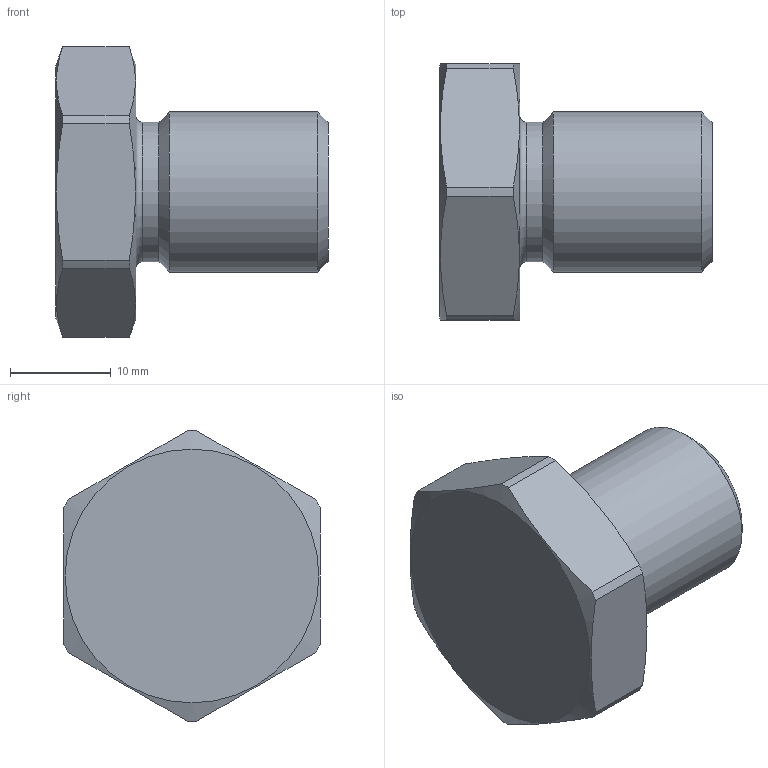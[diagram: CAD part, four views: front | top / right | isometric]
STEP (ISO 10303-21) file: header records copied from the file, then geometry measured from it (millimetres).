
FILE_DESCRIPTION(/* description */ (''),/* implementation_level */ '2;1');
FILE_NAME(/* name */ '5-8-18 UNF.stp',/* time_stamp */ '2021-01-12T14:50:05+01:00',/* author */ ('sh'),/* organization */ (''),/* preprocessor_version */ 'ST-DEVELOPER v17.2',/* originating_system */ 'Autodesk Inventor 2019',/* authorisation */ '');
FILE_SCHEMA (('AUTOMOTIVE_DESIGN { 1 0 10303 214 3 1 1 }'));
Length unit declared in the file: inch
Products named in the file (1): 01501540
Bounding box: 26.97 x 25.4 x 28.8 mm (x, y, z)
Volume: 7833.6 mm3; surface area: 2865.7 mm2
Topology: 1 solids, 1 shells, 30 faces, 79 edges, 54 vertices
Faces by surface type: plane 11, cylinder 10, torus 5, cone 4
Full cylindrical faces by diameter (mm): 13.843 x1, 15.875 x1, 17.526 x1, 22.047 x1
Entity records: 1002 total; most frequent: CARTESIAN_POINT 188, DIRECTION 176, ORIENTED_EDGE 158, EDGE_CURVE 79, AXIS2_PLACEMENT_3D 78, VERTEX_POINT 54, CIRCLE 47, EDGE_LOOP 33
